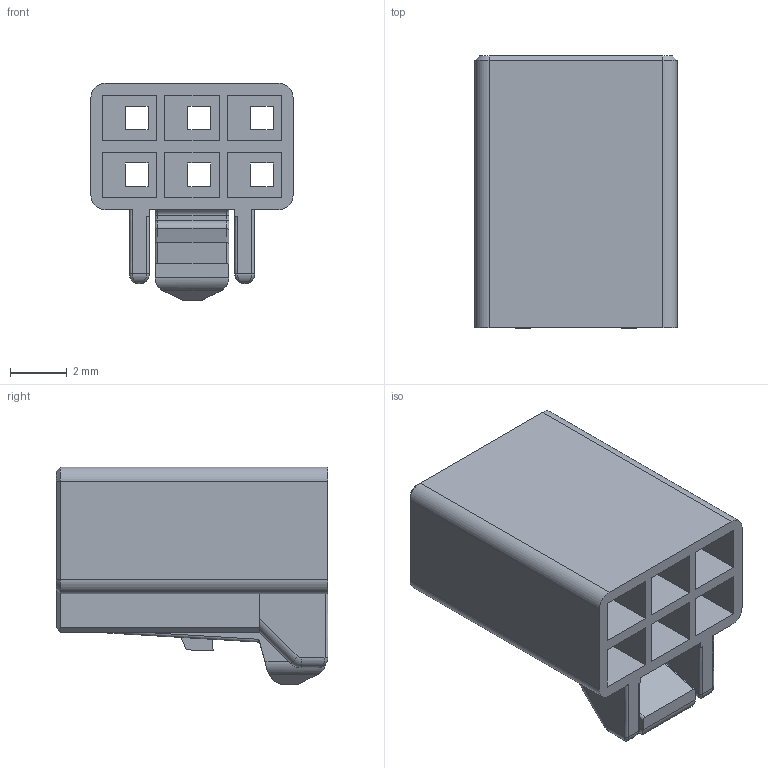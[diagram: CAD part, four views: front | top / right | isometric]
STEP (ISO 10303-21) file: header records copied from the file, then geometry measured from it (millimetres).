
FILE_DESCRIPTION(('CoCreate Modeling STEP Export'),'2;1');
FILE_NAME('DF62C-6S-2.2C.stp','2013-11-05T18:55:57',(''),(''),'CoCreate Modeling STEP processor for AP214 (Solid Model)','CoCreate Modeling 17.0 01-Apr-2010 (C) Parametric Technology GmbH','');
FILE_SCHEMA(('AUTOMOTIVE_DESIGN { 1 0 10303 214 1 1 1 1 }'));
Length unit declared in the file: millimetre
Products named in the file (1): DF62C-6S-2.2C
Bounding box: 7.1 x 9.55 x 7.65 mm (x, y, z)
Volume: 167.7 mm3; surface area: 789.3 mm2
Topology: 1 solids, 1 shells, 159 faces, 412 edges, 258 vertices
Faces by surface type: plane 106, cylinder 31, torus 10, bspline 4, extrusion 4, cone 4
Entity records: 5655 total; most frequent: CARTESIAN_POINT 1777, ORIENTED_EDGE 816, DIRECTION 758, EDGE_CURVE 408, VECTOR 320, LINE 316, VERTEX_POINT 258, AXIS2_PLACEMENT_3D 219
